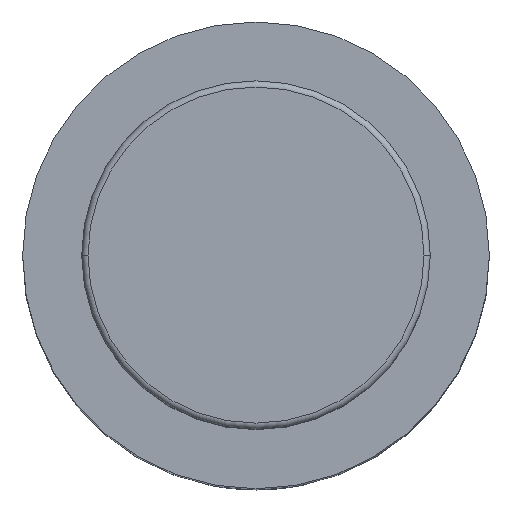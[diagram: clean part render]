
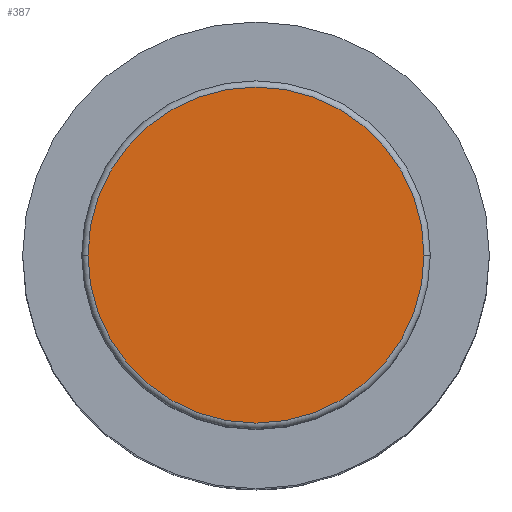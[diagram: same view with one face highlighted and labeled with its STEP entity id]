
A CAD part, top view. The second image highlights one B-rep face of the part: STEP entity #387.
In plain terms, the highlighted planar face has unit normal (0, 0, 1).
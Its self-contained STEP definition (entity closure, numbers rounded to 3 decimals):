
#202 = DIRECTION ( 'NONE',  ( 0., 0., 1. ) ) ;
#373 = VERTEX_POINT ( 'NONE', #2274 ) ;
#387 = ADVANCED_FACE ( 'NONE', ( #1184 ), #1677, .T. ) ;
#499 = ORIENTED_EDGE ( 'NONE', *, *, #975, .T. ) ;
#612 = EDGE_LOOP ( 'NONE', ( #499, #2633 ) ) ;
#620 = EDGE_CURVE ( 'NONE', #373, #1946, #2319, .T. ) ;
#960 = AXIS2_PLACEMENT_3D ( 'NONE', #1656, #202, #1000 ) ;
#975 = EDGE_CURVE ( 'NONE', #1946, #373, #1170, .T. ) ;
#1000 = DIRECTION ( 'NONE',  ( 1., 0., 0. ) ) ;
#1017 = CARTESIAN_POINT ( 'NONE',  ( 0., 0., 140. ) ) ;
#1160 = DIRECTION ( 'NONE',  ( 1., 0., 0. ) ) ;
#1170 = CIRCLE ( 'NONE', #960, 27. ) ;
#1171 = DIRECTION ( 'NONE',  ( 0., 0., 1. ) ) ;
#1184 = FACE_OUTER_BOUND ( 'NONE', #612, .T. ) ;
#1219 = CARTESIAN_POINT ( 'NONE',  ( 27., 0., 140. ) ) ;
#1293 = CARTESIAN_POINT ( 'NONE',  ( 0., 0., 140. ) ) ;
#1594 = DIRECTION ( 'NONE',  ( 0., 0., 1. ) ) ;
#1656 = CARTESIAN_POINT ( 'NONE',  ( 0., 0., 140. ) ) ;
#1677 = PLANE ( 'NONE',  #2583 ) ;
#1946 = VERTEX_POINT ( 'NONE', #1219 ) ;
#2015 = DIRECTION ( 'NONE',  ( 1., 0., 0. ) ) ;
#2124 = AXIS2_PLACEMENT_3D ( 'NONE', #1293, #1171, #1160 ) ;
#2274 = CARTESIAN_POINT ( 'NONE',  ( -27., 0., 140. ) ) ;
#2319 = CIRCLE ( 'NONE', #2124, 27. ) ;
#2583 = AXIS2_PLACEMENT_3D ( 'NONE', #1017, #1594, #2015 ) ;
#2633 = ORIENTED_EDGE ( 'NONE', *, *, #620, .T. ) ;
